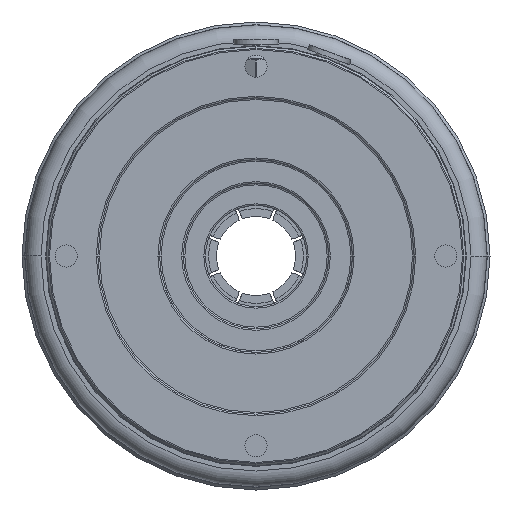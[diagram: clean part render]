
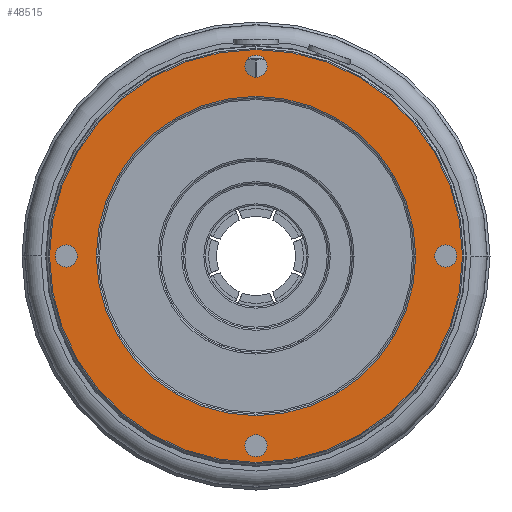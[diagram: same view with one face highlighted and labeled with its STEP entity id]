
A CAD part, left-side view. The second image highlights one B-rep face of the part: STEP entity #48515.
In plain terms, the highlighted planar face has unit normal (-1, 0, 0).
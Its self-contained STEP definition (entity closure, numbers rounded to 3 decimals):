
#804 = AXIS2_PLACEMENT_3D ( 'NONE', #49742, #21504, #12069 ) ;
#1459 = DIRECTION ( 'NONE',  ( -1., 0., 0. ) ) ;
#3291 = CARTESIAN_POINT ( 'NONE',  ( -88.662, 93.318, 0. ) ) ;
#3613 = EDGE_LOOP ( 'NONE', ( #14573, #47451 ) ) ;
#4775 = EDGE_CURVE ( 'NONE', #16093, #19136, #32914, .T. ) ;
#6436 = CARTESIAN_POINT ( 'NONE',  ( -88.662, 33.318, -50.5 ) ) ;
#6958 = DIRECTION ( 'NONE',  ( 0., 0., -1. ) ) ;
#7395 = FACE_BOUND ( 'NONE', #49687, .T. ) ;
#7708 = FACE_BOUND ( 'NONE', #31984, .T. ) ;
#8173 = VERTEX_POINT ( 'NONE', #24756 ) ;
#8404 = VERTEX_POINT ( 'NONE', #12438 ) ;
#8531 = CARTESIAN_POINT ( 'NONE',  ( -88.662, 33.318, -60. ) ) ;
#8760 = CARTESIAN_POINT ( 'NONE',  ( -88.662, 33.318, 50.5 ) ) ;
#9624 = DIRECTION ( 'NONE',  ( 0., 0., 1. ) ) ;
#9883 = DIRECTION ( 'NONE',  ( 1., 0., 0. ) ) ;
#9890 = ORIENTED_EDGE ( 'NONE', *, *, #27808, .F. ) ;
#11071 = DIRECTION ( 'NONE',  ( 0., 0., -1. ) ) ;
#11375 = CARTESIAN_POINT ( 'NONE',  ( -88.662, -26.682, 0. ) ) ;
#11660 = AXIS2_PLACEMENT_3D ( 'NONE', #46943, #9883, #51962 ) ;
#12069 = DIRECTION ( 'NONE',  ( 0., 0., 1. ) ) ;
#12438 = CARTESIAN_POINT ( 'NONE',  ( -88.662, 33.318, 56.5 ) ) ;
#12625 = VERTEX_POINT ( 'NONE', #19667 ) ;
#12718 = FACE_BOUND ( 'NONE', #17181, .T. ) ;
#13095 = CARTESIAN_POINT ( 'NONE',  ( -88.662, 33.318, -65.293 ) ) ;
#13686 = DIRECTION ( 'NONE',  ( 1., 0., 0. ) ) ;
#13775 = DIRECTION ( 'NONE',  ( 0., 0., -1. ) ) ;
#14573 = ORIENTED_EDGE ( 'NONE', *, *, #23387, .F. ) ;
#15793 = CARTESIAN_POINT ( 'NONE',  ( -88.662, -26.682, 3.5 ) ) ;
#16093 = VERTEX_POINT ( 'NONE', #8760 ) ;
#16340 = ORIENTED_EDGE ( 'NONE', *, *, #4775, .F. ) ;
#16468 = CIRCLE ( 'NONE', #51571, 3.5 ) ;
#16763 = DIRECTION ( 'NONE',  ( 0., 0., -1. ) ) ;
#17181 = EDGE_LOOP ( 'NONE', ( #59535, #60907 ) ) ;
#17585 = CIRCLE ( 'NONE', #40691, 3.5 ) ;
#17862 = AXIS2_PLACEMENT_3D ( 'NONE', #28914, #37706, #13775 ) ;
#18761 = ORIENTED_EDGE ( 'NONE', *, *, #50371, .F. ) ;
#18992 = AXIS2_PLACEMENT_3D ( 'NONE', #3291, #45665, #40984 ) ;
#19136 = VERTEX_POINT ( 'NONE', #6436 ) ;
#19547 = CARTESIAN_POINT ( 'NONE',  ( -88.662, -26.682, 0. ) ) ;
#19667 = CARTESIAN_POINT ( 'NONE',  ( -88.662, 33.318, 65.293 ) ) ;
#20055 = ORIENTED_EDGE ( 'NONE', *, *, #36230, .F. ) ;
#20602 = DIRECTION ( 'NONE',  ( 0., 0., -1. ) ) ;
#20946 = VERTEX_POINT ( 'NONE', #23965 ) ;
#20975 = CIRCLE ( 'NONE', #38037, 3.5 ) ;
#21504 = DIRECTION ( 'NONE',  ( -1., 0., 0. ) ) ;
#21505 = CARTESIAN_POINT ( 'NONE',  ( -88.662, 33.318, -60. ) ) ;
#21770 = AXIS2_PLACEMENT_3D ( 'NONE', #8531, #22390, #37153 ) ;
#22390 = DIRECTION ( 'NONE',  ( -1., 0., 0. ) ) ;
#22400 = VERTEX_POINT ( 'NONE', #29635 ) ;
#23387 = EDGE_CURVE ( 'NONE', #60172, #20946, #16468, .T. ) ;
#23757 = DIRECTION ( 'NONE',  ( 1., 0., 0. ) ) ;
#23965 = CARTESIAN_POINT ( 'NONE',  ( -88.662, 33.318, -56.5 ) ) ;
#24104 = CIRCLE ( 'NONE', #59131, 50.5 ) ;
#24756 = CARTESIAN_POINT ( 'NONE',  ( -88.662, 93.318, -3.5 ) ) ;
#26603 = FACE_BOUND ( 'NONE', #33543, .T. ) ;
#26936 = FACE_BOUND ( 'NONE', #3613, .T. ) ;
#27672 = EDGE_CURVE ( 'NONE', #51462, #22400, #20975, .T. ) ;
#27779 = AXIS2_PLACEMENT_3D ( 'NONE', #36972, #23757, #51370 ) ;
#27808 = EDGE_CURVE ( 'NONE', #22400, #51462, #59017, .T. ) ;
#28841 = VERTEX_POINT ( 'NONE', #13095 ) ;
#28914 = CARTESIAN_POINT ( 'NONE',  ( -88.662, 33.318, 60. ) ) ;
#29635 = CARTESIAN_POINT ( 'NONE',  ( -88.662, -26.682, -3.5 ) ) ;
#31517 = DIRECTION ( 'NONE',  ( -1., 0., 0. ) ) ;
#31984 = EDGE_LOOP ( 'NONE', ( #60804, #49886 ) ) ;
#32048 = AXIS2_PLACEMENT_3D ( 'NONE', #11375, #39660, #11071 ) ;
#32914 = CIRCLE ( 'NONE', #804, 50.5 ) ;
#33011 = AXIS2_PLACEMENT_3D ( 'NONE', #42292, #13686, #9624 ) ;
#33543 = EDGE_LOOP ( 'NONE', ( #53972, #16340 ) ) ;
#35821 = ORIENTED_EDGE ( 'NONE', *, *, #27672, .F. ) ;
#36230 = EDGE_CURVE ( 'NONE', #28841, #12625, #50767, .T. ) ;
#36972 = CARTESIAN_POINT ( 'NONE',  ( -88.662, 33.318, 0. ) ) ;
#37153 = DIRECTION ( 'NONE',  ( 0., 0., -1. ) ) ;
#37391 = CARTESIAN_POINT ( 'NONE',  ( -88.662, 33.318, 63.5 ) ) ;
#37706 = DIRECTION ( 'NONE',  ( -1., 0., 0. ) ) ;
#37954 = EDGE_CURVE ( 'NONE', #8404, #43220, #41944, .T. ) ;
#38037 = AXIS2_PLACEMENT_3D ( 'NONE', #19547, #48430, #48114 ) ;
#39566 = EDGE_LOOP ( 'NONE', ( #20055, #18761 ) ) ;
#39660 = DIRECTION ( 'NONE',  ( -1., 0., 0. ) ) ;
#40691 = AXIS2_PLACEMENT_3D ( 'NONE', #48532, #1459, #20602 ) ;
#40984 = DIRECTION ( 'NONE',  ( 0., 0., -1. ) ) ;
#41944 = CIRCLE ( 'NONE', #17862, 3.5 ) ;
#42292 = CARTESIAN_POINT ( 'NONE',  ( -88.662, 33.318, 0. ) ) ;
#43220 = VERTEX_POINT ( 'NONE', #37391 ) ;
#44898 = AXIS2_PLACEMENT_3D ( 'NONE', #58940, #59871, #45449 ) ;
#45449 = DIRECTION ( 'NONE',  ( 0., 0., -1. ) ) ;
#45665 = DIRECTION ( 'NONE',  ( -1., 0., 0. ) ) ;
#45708 = PLANE ( 'NONE',  #11660 ) ;
#46099 = CIRCLE ( 'NONE', #18992, 3.5 ) ;
#46943 = CARTESIAN_POINT ( 'NONE',  ( -88.662, 99.818, 0. ) ) ;
#47451 = ORIENTED_EDGE ( 'NONE', *, *, #52834, .F. ) ;
#47714 = EDGE_CURVE ( 'NONE', #8173, #58373, #17585, .T. ) ;
#47802 = CIRCLE ( 'NONE', #21770, 3.5 ) ;
#48001 = CIRCLE ( 'NONE', #33011, 65.293 ) ;
#48114 = DIRECTION ( 'NONE',  ( 0., 0., -1. ) ) ;
#48430 = DIRECTION ( 'NONE',  ( -1., 0., 0. ) ) ;
#48515 = ADVANCED_FACE ( 'NONE', ( #55732, #7395, #26936, #7708, #12718, #26603 ), #45708, .F. ) ;
#48532 = CARTESIAN_POINT ( 'NONE',  ( -88.662, 93.318, 0. ) ) ;
#49687 = EDGE_LOOP ( 'NONE', ( #9890, #35821 ) ) ;
#49742 = CARTESIAN_POINT ( 'NONE',  ( -88.662, 33.318, 0. ) ) ;
#49886 = ORIENTED_EDGE ( 'NONE', *, *, #56289, .F. ) ;
#50371 = EDGE_CURVE ( 'NONE', #12625, #28841, #48001, .T. ) ;
#50767 = CIRCLE ( 'NONE', #27779, 65.293 ) ;
#51370 = DIRECTION ( 'NONE',  ( 0., 0., -1. ) ) ;
#51462 = VERTEX_POINT ( 'NONE', #15793 ) ;
#51571 = AXIS2_PLACEMENT_3D ( 'NONE', #21505, #59759, #16763 ) ;
#51962 = DIRECTION ( 'NONE',  ( 0., 1., 0. ) ) ;
#52834 = EDGE_CURVE ( 'NONE', #20946, #60172, #47802, .T. ) ;
#53540 = CARTESIAN_POINT ( 'NONE',  ( -88.662, 33.318, -63.5 ) ) ;
#53972 = ORIENTED_EDGE ( 'NONE', *, *, #56580, .F. ) ;
#54224 = EDGE_CURVE ( 'NONE', #43220, #8404, #55935, .T. ) ;
#55620 = CARTESIAN_POINT ( 'NONE',  ( -88.662, 33.318, 0. ) ) ;
#55732 = FACE_OUTER_BOUND ( 'NONE', #39566, .T. ) ;
#55935 = CIRCLE ( 'NONE', #44898, 3.5 ) ;
#56289 = EDGE_CURVE ( 'NONE', #58373, #8173, #46099, .T. ) ;
#56580 = EDGE_CURVE ( 'NONE', #19136, #16093, #24104, .T. ) ;
#58373 = VERTEX_POINT ( 'NONE', #60992 ) ;
#58940 = CARTESIAN_POINT ( 'NONE',  ( -88.662, 33.318, 60. ) ) ;
#59017 = CIRCLE ( 'NONE', #32048, 3.5 ) ;
#59131 = AXIS2_PLACEMENT_3D ( 'NONE', #55620, #31517, #6958 ) ;
#59535 = ORIENTED_EDGE ( 'NONE', *, *, #37954, .F. ) ;
#59759 = DIRECTION ( 'NONE',  ( -1., 0., 0. ) ) ;
#59871 = DIRECTION ( 'NONE',  ( -1., 0., 0. ) ) ;
#60172 = VERTEX_POINT ( 'NONE', #53540 ) ;
#60804 = ORIENTED_EDGE ( 'NONE', *, *, #47714, .F. ) ;
#60907 = ORIENTED_EDGE ( 'NONE', *, *, #54224, .F. ) ;
#60992 = CARTESIAN_POINT ( 'NONE',  ( -88.662, 93.318, 3.5 ) ) ;
